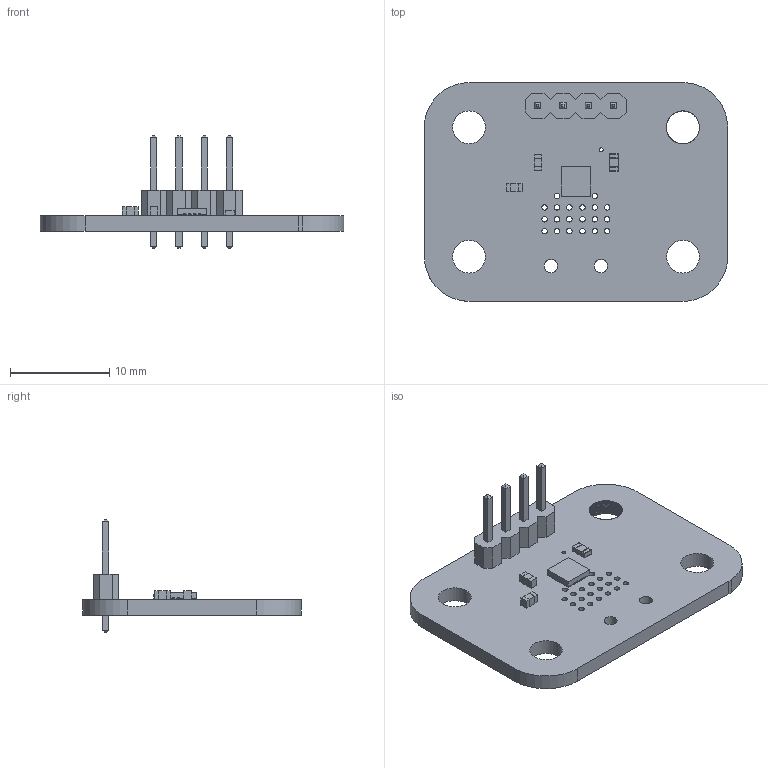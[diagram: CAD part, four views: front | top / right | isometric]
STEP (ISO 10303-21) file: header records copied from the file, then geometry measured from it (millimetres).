
FILE_DESCRIPTION(/* description */ (''),/* implementation_level */ '2;1');
FILE_NAME(/* name */ 'Current sensor 31.step',/* time_stamp */ '2021-06-28T13:47:57+02:00',/* author */ (''),/* organization */ (''),/* preprocessor_version */ 'ST-DEVELOPER v18.1',/* originating_system */ 'Autodesk Translation Framework v10.9.0.1377',/* authorisation */ '');
FILE_SCHEMA (('AUTOMOTIVE_DESIGN { 1 0 10303 214 3 1 1 }'));
Length unit declared in the file: millimetre
Products named in the file (9): Current sensor 31A; Board; Packages; LASKAKIT_HEART_4MM; LASKKIT_20MM_SILKSCREEN; 1X04; QFN-12-EX; C0603; R0603
Assembly tree (9 placements, depth 3):
  Current sensor 31A
    Board
    Packages
      LASKAKIT_HEART_4MM
      LASKKIT_20MM_SILKSCREEN
      1X04
      QFN-12-EX
      C0603  x2
      R0603
Bounding box: 30.5 x 22 x 11.34 mm (x, y, z)
Volume: 1036.6 mm3; surface area: 1772.3 mm2
Topology: 6 solids, 6 shells, 509 faces, 1411 edges, 924 vertices
Faces by surface type: plane 383, cylinder 110, sphere 16
Full cylindrical faces by diameter (mm): 0.4 x1, 0.55 x20, 1.016 x4, 1.321 x2, 3.3 x3
Entity records: 16389 total; most frequent: CARTESIAN_POINT 2789, ORIENTED_EDGE 2750, DIRECTION 2637, EDGE_CURVE 1375, LINE 1141, VECTOR 1141, VERTEX_POINT 900, AXIS2_PLACEMENT_3D 748
